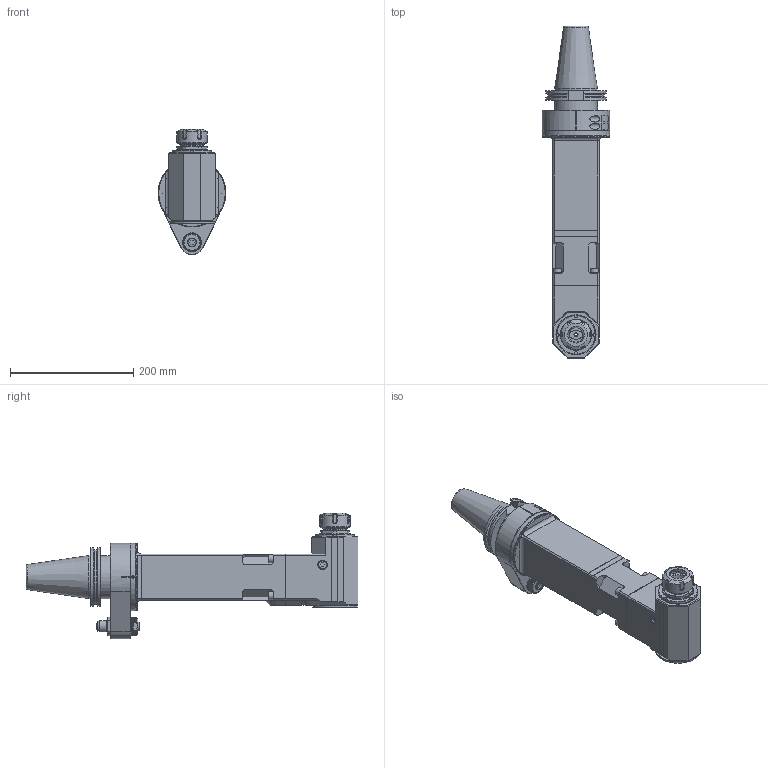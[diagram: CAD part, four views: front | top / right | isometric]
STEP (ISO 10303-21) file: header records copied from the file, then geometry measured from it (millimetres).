
FILE_DESCRIPTION(/* description */ (''),/* implementation_level */ '2;1');
FILE_NAME(/* name */ '9.G90.20L00-332-17C50.stp',/* time_stamp */ '2024-03-08T11:26:23-05:00',/* author */ ('jkrenzer'),/* organization */ (''),/* preprocessor_version */ 'ST-DEVELOPER v18.1',/* originating_system */ 'Autodesk Inventor 2022',/* authorisation */ '');
FILE_SCHEMA (('AUTOMOTIVE_DESIGN { 1 0 10303 214 3 1 1 }'));
Products named in the file (3): 9.G90.20L00-332-17C50; 9_G90_20L00-332; 9_GA2_458_1 (Classic, Type 2, Cat50, 80mm)
Assembly tree (2 placements, depth 2):
  9.G90.20L00-332-17C50
    9_G90_20L00-332
    9_GA2_458_1 (Classic, Type 2, Cat50, 80mm)
Bounding box: 110 x 539.3 x 203.43 mm (x, y, z)
Volume: 2842679.1 mm3; surface area: 323395.8 mm2
Topology: 20 solids, 28 shells, 1499 faces, 3948 edges, 2564 vertices
Faces by surface type: plane 731, bspline 267, cylinder 264, cone 196, torus 25, sphere 16
Full cylindrical faces by diameter (mm): 3.3 x1, 4 x4, 4.2 x4, 4.5 x2, 5 x15, 6 x3, 7 x2, 7.8 x2, 8 x1, 8.5 x4, 9 x2, 9.2 x1, 10 x4, 10.5 x2, 11 x1, 12.8 x1, 13 x5, 14 x3, 15 x2, 15.2 x1, 16 x1, 17 x1, 18 x3, 19 x1, 21.96 x1, 23.5 x2, 25 x4, 25.4 x1, 25.5 x1, 26.16 x1
Entity records: 54869 total; most frequent: CARTESIAN_POINT 18824, ORIENTED_EDGE 7789, DIRECTION 6989, EDGE_CURVE 3898, VERTEX_POINT 2564, AXIS2_PLACEMENT_3D 2452, LINE 2085, VECTOR 2085
